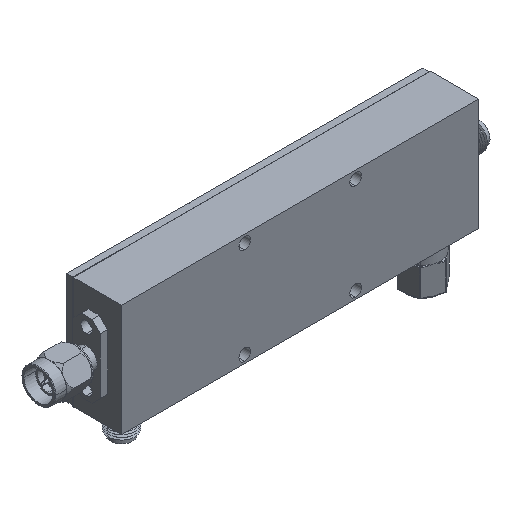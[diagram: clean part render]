
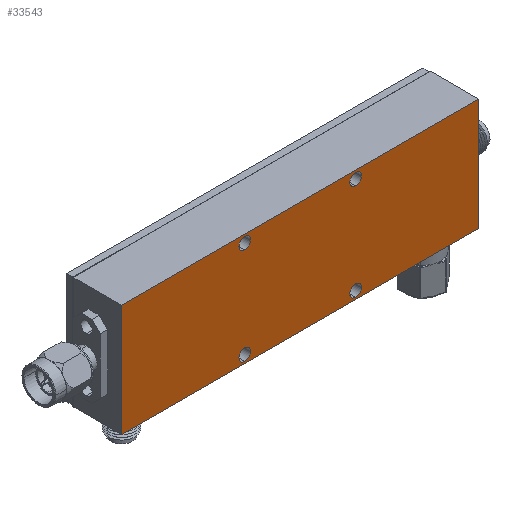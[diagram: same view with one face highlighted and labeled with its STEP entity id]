
A CAD part, isometric view. The second image highlights one B-rep face of the part: STEP entity #33543.
In plain terms, the highlighted planar face has unit normal (0, -1, 0).
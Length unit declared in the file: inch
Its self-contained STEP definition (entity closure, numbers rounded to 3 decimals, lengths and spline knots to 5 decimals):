
#96 = CIRCLE ( 'NONE', #38903, 0.052 ) ;
#155 = CARTESIAN_POINT ( 'NONE',  ( 1.61, 0., 0.505 ) ) ;
#748 = ORIENTED_EDGE ( 'NONE', *, *, #16714, .T. ) ;
#1319 = CARTESIAN_POINT ( 'NONE',  ( -1.61, 0., -0.505 ) ) ;
#1345 = FACE_BOUND ( 'NONE', #42413, .T. ) ;
#2116 = EDGE_CURVE ( 'NONE', #7525, #22635, #20005, .T. ) ;
#2163 = ORIENTED_EDGE ( 'NONE', *, *, #12122, .F. ) ;
#2896 = CARTESIAN_POINT ( 'NONE',  ( 0.5, 0., -0.383 ) ) ;
#3721 = LINE ( 'NONE', #30865, #11600 ) ;
#4289 = DIRECTION ( 'NONE',  ( 0., 0., 1. ) ) ;
#4683 = VECTOR ( 'NONE', #12106, 39.37008 ) ;
#4696 = CARTESIAN_POINT ( 'NONE',  ( -1.61, 0., 0.505 ) ) ;
#4737 = CARTESIAN_POINT ( 'NONE',  ( -1.61, 0., 0.505 ) ) ;
#4756 = ORIENTED_EDGE ( 'NONE', *, *, #38434, .F. ) ;
#4950 = AXIS2_PLACEMENT_3D ( 'NONE', #13058, #20134, #33576 ) ;
#7525 = VERTEX_POINT ( 'NONE', #13747 ) ;
#8208 = FACE_BOUND ( 'NONE', #14609, .T. ) ;
#9267 = DIRECTION ( 'NONE',  ( 0., 1., 0. ) ) ;
#9381 = DIRECTION ( 'NONE',  ( 0., 0., 1. ) ) ;
#9469 = CARTESIAN_POINT ( 'NONE',  ( -0.5, 0., -0.487 ) ) ;
#10006 = CARTESIAN_POINT ( 'NONE',  ( -1.61, 0., -0.505 ) ) ;
#10911 = CARTESIAN_POINT ( 'NONE',  ( 1.61, 0., -0.505 ) ) ;
#11600 = VECTOR ( 'NONE', #20331, 39.37008 ) ;
#11668 = EDGE_CURVE ( 'NONE', #38047, #28166, #25736, .T. ) ;
#12106 = DIRECTION ( 'NONE',  ( 1., 0., 0. ) ) ;
#12122 = EDGE_CURVE ( 'NONE', #35205, #26225, #38062, .T. ) ;
#12694 = DIRECTION ( 'NONE',  ( 0., 1., 0. ) ) ;
#13058 = CARTESIAN_POINT ( 'NONE',  ( -0.5, 0., -0.435 ) ) ;
#13274 = CARTESIAN_POINT ( 'NONE',  ( -0.5, 0., -0.383 ) ) ;
#13400 = EDGE_CURVE ( 'NONE', #26225, #14552, #25135, .T. ) ;
#13747 = CARTESIAN_POINT ( 'NONE',  ( 0.5, 0., -0.487 ) ) ;
#14552 = VERTEX_POINT ( 'NONE', #155 ) ;
#14609 = EDGE_LOOP ( 'NONE', ( #17856, #32467 ) ) ;
#14791 = AXIS2_PLACEMENT_3D ( 'NONE', #33337, #26032, #19244 ) ;
#15213 = AXIS2_PLACEMENT_3D ( 'NONE', #23984, #30790, #27477 ) ;
#16166 = DIRECTION ( 'NONE',  ( 0., 0., 1. ) ) ;
#16316 = CARTESIAN_POINT ( 'NONE',  ( -0.5, 0., 0.487 ) ) ;
#16714 = EDGE_CURVE ( 'NONE', #20469, #27549, #42171, .T. ) ;
#17327 = VERTEX_POINT ( 'NONE', #10911 ) ;
#17482 = DIRECTION ( 'NONE',  ( 0., 0., 1. ) ) ;
#17779 = CARTESIAN_POINT ( 'NONE',  ( -0.5, 0., 0.435 ) ) ;
#17856 = ORIENTED_EDGE ( 'NONE', *, *, #2116, .T. ) ;
#18397 = DIRECTION ( 'NONE',  ( 0., 0., 1. ) ) ;
#18572 = AXIS2_PLACEMENT_3D ( 'NONE', #23416, #9267, #39561 ) ;
#19030 = CIRCLE ( 'NONE', #28148, 0.052 ) ;
#19244 = DIRECTION ( 'NONE',  ( 0., 0., -1. ) ) ;
#19268 = EDGE_CURVE ( 'NONE', #36970, #37603, #19030, .T. ) ;
#19544 = ORIENTED_EDGE ( 'NONE', *, *, #42210, .T. ) ;
#20005 = CIRCLE ( 'NONE', #18572, 0.052 ) ;
#20134 = DIRECTION ( 'NONE',  ( 0., 1., 0. ) ) ;
#20331 = DIRECTION ( 'NONE',  ( 0., 0., -1. ) ) ;
#20469 = VERTEX_POINT ( 'NONE', #9469 ) ;
#21444 = DIRECTION ( 'NONE',  ( -1., 0., 0. ) ) ;
#21748 = EDGE_CURVE ( 'NONE', #22635, #7525, #96, .T. ) ;
#21898 = PLANE ( 'NONE',  #14791 ) ;
#22347 = CARTESIAN_POINT ( 'NONE',  ( 0.5, 0., 0.487 ) ) ;
#22635 = VERTEX_POINT ( 'NONE', #2896 ) ;
#23416 = CARTESIAN_POINT ( 'NONE',  ( 0.5, 0., -0.435 ) ) ;
#23617 = EDGE_LOOP ( 'NONE', ( #748, #31377 ) ) ;
#23984 = CARTESIAN_POINT ( 'NONE',  ( -0.5, 0., 0.435 ) ) ;
#24180 = DIRECTION ( 'NONE',  ( 0., 1., 0. ) ) ;
#24182 = CIRCLE ( 'NONE', #29789, 0.052 ) ;
#24540 = ORIENTED_EDGE ( 'NONE', *, *, #19268, .T. ) ;
#25135 = LINE ( 'NONE', #31751, #4683 ) ;
#25190 = FACE_BOUND ( 'NONE', #23617, .T. ) ;
#25736 = CIRCLE ( 'NONE', #15213, 0.052 ) ;
#26012 = CIRCLE ( 'NONE', #43051, 0.052 ) ;
#26032 = DIRECTION ( 'NONE',  ( 0., -1., 0. ) ) ;
#26225 = VERTEX_POINT ( 'NONE', #4737 ) ;
#26429 = CARTESIAN_POINT ( 'NONE',  ( 0.5, 0., 0.383 ) ) ;
#27147 = CARTESIAN_POINT ( 'NONE',  ( 0.5, 0., -0.435 ) ) ;
#27477 = DIRECTION ( 'NONE',  ( 0., 0., 1. ) ) ;
#27549 = VERTEX_POINT ( 'NONE', #13274 ) ;
#27923 = VECTOR ( 'NONE', #21444, 39.37008 ) ;
#28042 = EDGE_LOOP ( 'NONE', ( #24540, #19544 ) ) ;
#28047 = DIRECTION ( 'NONE',  ( 0., 1., 0. ) ) ;
#28148 = AXIS2_PLACEMENT_3D ( 'NONE', #32777, #12694, #9381 ) ;
#28166 = VERTEX_POINT ( 'NONE', #35283 ) ;
#28247 = FACE_OUTER_BOUND ( 'NONE', #42557, .T. ) ;
#29186 = EDGE_CURVE ( 'NONE', #14552, #17327, #3721, .T. ) ;
#29789 = AXIS2_PLACEMENT_3D ( 'NONE', #43263, #32999, #30092 ) ;
#30092 = DIRECTION ( 'NONE',  ( 0., 0., 1. ) ) ;
#30790 = DIRECTION ( 'NONE',  ( 0., 1., 0. ) ) ;
#30865 = CARTESIAN_POINT ( 'NONE',  ( 1.61, 0., 0.505 ) ) ;
#31377 = ORIENTED_EDGE ( 'NONE', *, *, #34053, .T. ) ;
#31520 = ORIENTED_EDGE ( 'NONE', *, *, #40483, .T. ) ;
#31751 = CARTESIAN_POINT ( 'NONE',  ( -1.61, 0., 0.505 ) ) ;
#32467 = ORIENTED_EDGE ( 'NONE', *, *, #21748, .T. ) ;
#32777 = CARTESIAN_POINT ( 'NONE',  ( 0.5, 0., 0.435 ) ) ;
#32999 = DIRECTION ( 'NONE',  ( 0., 1., 0. ) ) ;
#33141 = DIRECTION ( 'NONE',  ( 0., 1., 0. ) ) ;
#33337 = CARTESIAN_POINT ( 'NONE',  ( 0., 0., 0. ) ) ;
#33543 = ADVANCED_FACE ( 'NONE', ( #25190, #1345, #28247, #41827, #8208 ), #21898, .T. ) ;
#33576 = DIRECTION ( 'NONE',  ( 0., 0., 1. ) ) ;
#34053 = EDGE_CURVE ( 'NONE', #27549, #20469, #39549, .T. ) ;
#34449 = LINE ( 'NONE', #1319, #27923 ) ;
#34715 = CARTESIAN_POINT ( 'NONE',  ( -0.5, 0., -0.435 ) ) ;
#35023 = ORIENTED_EDGE ( 'NONE', *, *, #13400, .F. ) ;
#35205 = VERTEX_POINT ( 'NONE', #10006 ) ;
#35283 = CARTESIAN_POINT ( 'NONE',  ( -0.5, 0., 0.383 ) ) ;
#36669 = ORIENTED_EDGE ( 'NONE', *, *, #11668, .T. ) ;
#36970 = VERTEX_POINT ( 'NONE', #26429 ) ;
#37480 = ORIENTED_EDGE ( 'NONE', *, *, #29186, .F. ) ;
#37603 = VERTEX_POINT ( 'NONE', #22347 ) ;
#38047 = VERTEX_POINT ( 'NONE', #16316 ) ;
#38062 = LINE ( 'NONE', #4696, #42794 ) ;
#38434 = EDGE_CURVE ( 'NONE', #17327, #35205, #34449, .T. ) ;
#38903 = AXIS2_PLACEMENT_3D ( 'NONE', #27147, #33141, #16166 ) ;
#39549 = CIRCLE ( 'NONE', #4950, 0.052 ) ;
#39561 = DIRECTION ( 'NONE',  ( 0., 0., 1. ) ) ;
#40483 = EDGE_CURVE ( 'NONE', #28166, #38047, #26012, .T. ) ;
#41827 = FACE_BOUND ( 'NONE', #28042, .T. ) ;
#42171 = CIRCLE ( 'NONE', #42876, 0.052 ) ;
#42210 = EDGE_CURVE ( 'NONE', #37603, #36970, #24182, .T. ) ;
#42413 = EDGE_LOOP ( 'NONE', ( #31520, #36669 ) ) ;
#42557 = EDGE_LOOP ( 'NONE', ( #37480, #35023, #2163, #4756 ) ) ;
#42794 = VECTOR ( 'NONE', #18397, 39.37008 ) ;
#42876 = AXIS2_PLACEMENT_3D ( 'NONE', #34715, #28047, #17482 ) ;
#43051 = AXIS2_PLACEMENT_3D ( 'NONE', #17779, #24180, #4289 ) ;
#43263 = CARTESIAN_POINT ( 'NONE',  ( 0.5, 0., 0.435 ) ) ;
